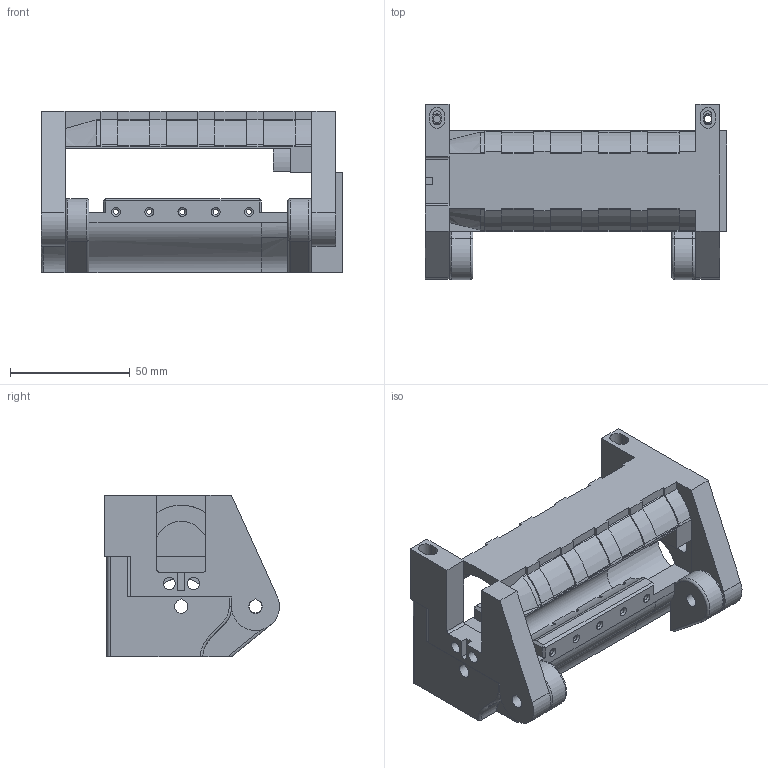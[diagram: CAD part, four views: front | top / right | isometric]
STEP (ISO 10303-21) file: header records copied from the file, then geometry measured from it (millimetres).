
FILE_DESCRIPTION(/* description */ (''),/* implementation_level */ '2;1');
FILE_NAME(/* name */ 'MSU assembly.step',/* time_stamp */ '2021-01-19T11:49:15-05:00',/* author */ (''),/* organization */ (''),/* preprocessor_version */ 'ST-DEVELOPER v18.1',/* originating_system */ 'Autodesk Translation Framework v9.7.1.1290',/* authorisation */ '');
FILE_SCHEMA (('AUTOMOTIVE_DESIGN { 1 0 10303 214 3 1 1 }'));
Length unit declared in the file: millimetre
Products named in the file (3): MMUV4; pulley body; Idler body servo
Assembly tree (2 placements, depth 2):
  MMUV4
    pulley body
    Idler body servo
Bounding box: 126 x 73 x 67.5 mm (x, y, z)
Volume: 170536 mm3; surface area: 59997.6 mm2
Topology: 2 solids, 2 shells, 427 faces, 1187 edges, 775 vertices
Faces by surface type: plane 226, cylinder 173, bspline 19, torus 9
Full cylindrical faces by diameter (mm): 2.2 x10, 3 x3, 3.2 x2, 3.4 x4, 4 x4, 4.2 x2, 5 x2, 5.435 x20, 6 x4, 6.547 x15, 24 x1
Entity records: 19969 total; most frequent: CARTESIAN_POINT 9033, ORIENTED_EDGE 2374, DIRECTION 2096, EDGE_CURVE 1187, VERTEX_POINT 775, LINE 736, VECTOR 736, AXIS2_PLACEMENT_3D 680
